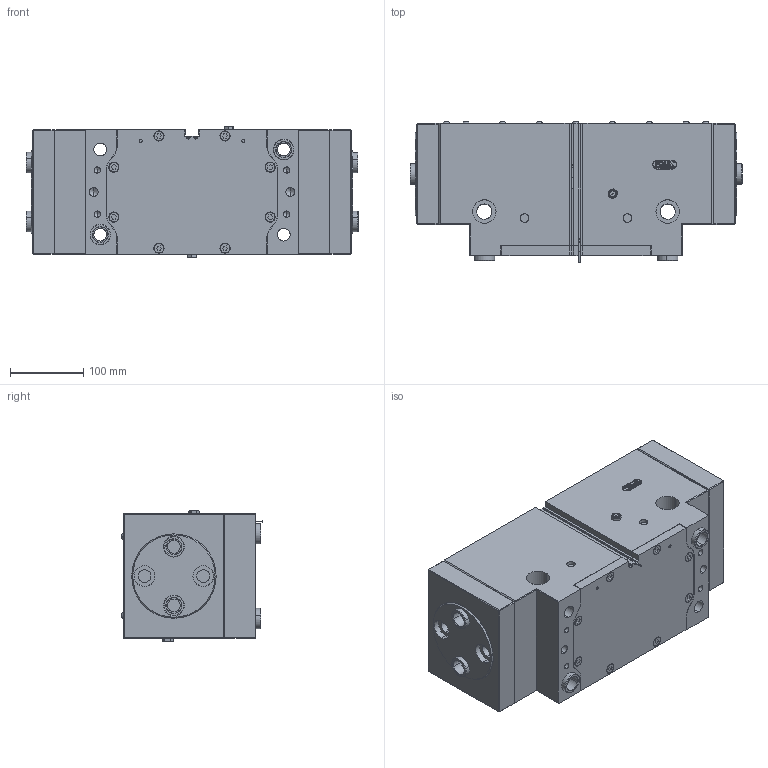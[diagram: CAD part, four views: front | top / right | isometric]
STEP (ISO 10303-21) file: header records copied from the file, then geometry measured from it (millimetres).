
FILE_DESCRIPTION (( 'STEP AP203' ), '1' );
FILE_NAME ('TRF175 .STEP', '2026-03-27T07:00:13', ( 'USER-' ), ( 'Microsoft' ), 'SwSTEP 2.0', 'SolidWorks 2018', '' );
FILE_SCHEMA (( 'CONFIG_CONTROL_DESIGN' ));
Length unit declared in the file: millimetre
Products named in the file (13): 32x12-R6; 28x15杶种; 内六角圆柱薄头螺钉[GBT70_1-2008][M8×20]_M8×20; TRF175-M-01 喘倛褲极; G1-8 黑芛_M8℅25; TRF175-02 耜猾极; TRF175 ; 棠羲換覜ん; TRF175-01 忒硌薊极; TRF175-04 奻葡裔啣; hexagon socket button head screws gb(GB_SOCKET_TYPE7 M5X10-N); BSLM01; FR175-410-M-05 菁裔啣.step
Assembly tree (44 placements, depth 2):
  TRF175 
    TRF175-M-01 喘倛褲极
    28x15杶种  x6
    TRF175-01 忒硌薊极  x2
    TRF175-02 耜猾极  x2
    TRF175-04 奻葡裔啣
    hexagon socket button head screws gb(GB_SOCKET_TYPE7 M5X10-N)  x18
    FR175-410-M-05 菁裔啣.step
    32x12-R6
    内六角圆柱薄头螺钉[GBT70_1-2008][M8×20]_M8×20  x8
    棠羲換覜ん  x2
    BSLM01
    G1-8 黑芛_M8℅25
Bounding box: 452.5 x 192.19 x 179.8 mm (x, y, z)
Volume: 9619234.8 mm3; surface area: 913020.9 mm2
Topology: 44 solids, 44 shells, 1824 faces, 4391 edges, 2733 vertices
Faces by surface type: plane 888, cylinder 504, cone 220, bspline 154, sphere 38, torus 20
Entity records: 45654 total; most frequent: CARTESIAN_POINT 13958, ORIENTED_EDGE 6212, DIRECTION 5837, EDGE_CURVE 3106, VERTEX_POINT 2014, AXIS2_PLACEMENT_3D 1991, LINE 1855, VECTOR 1855
